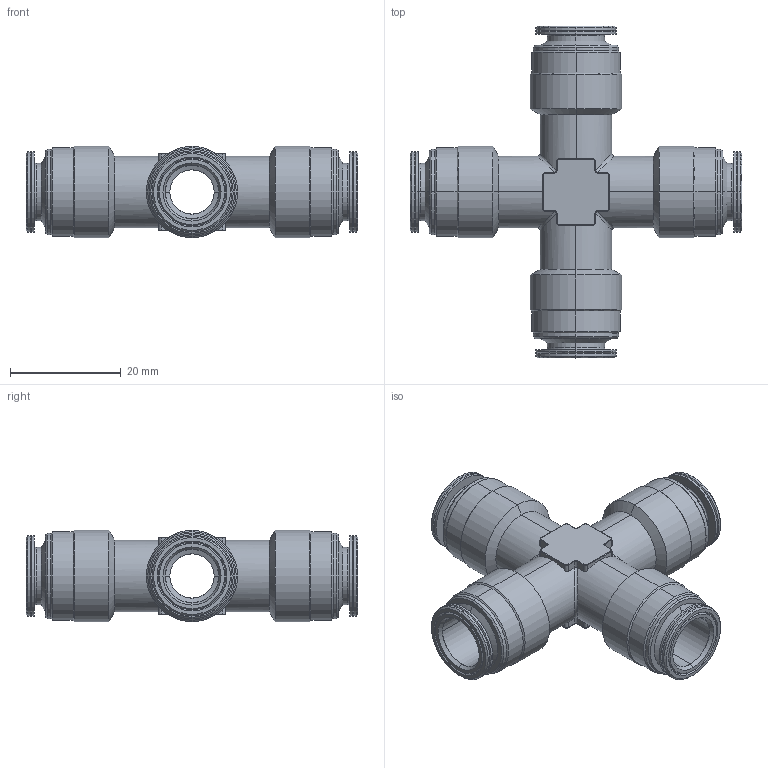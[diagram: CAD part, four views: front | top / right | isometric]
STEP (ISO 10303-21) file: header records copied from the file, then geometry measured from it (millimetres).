
FILE_DESCRIPTION(( 'MM.46.38.38.STEP' ), '1');
FILE_NAME( 'MM.46.38.38.STEP', '2018-10-03T09:01:33',( 'Sopra'),('sopra-pneumatic.com'), 'SwSTEP 2.0','SolidWorks 2009','' );
FILE_SCHEMA (( 'AUTOMOTIVE_DESIGN' ));
Length unit declared in the file: millimetre
Products named in the file (1): MM365050
Bounding box: 60 x 60 x 16.5 mm (x, y, z)
Volume: 10615.8 mm3; surface area: 9196.6 mm2
Topology: 1 solids, 1 shells, 306 faces, 682 edges, 392 vertices
Faces by surface type: cylinder 128, cone 96, plane 46, torus 32, bspline 4
Entity records: 8768 total; most frequent: CARTESIAN_POINT 1867, DIRECTION 1570, ORIENTED_EDGE 1364, EDGE_CURVE 682, AXIS2_PLACEMENT_3D 641, VERTEX_POINT 392, CIRCLE 338, EDGE_LOOP 326
